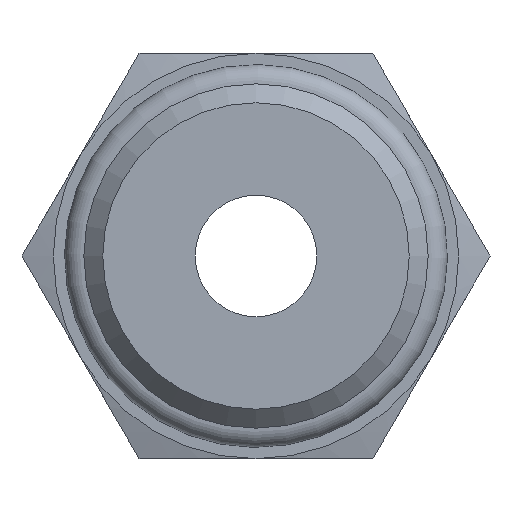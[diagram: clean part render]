
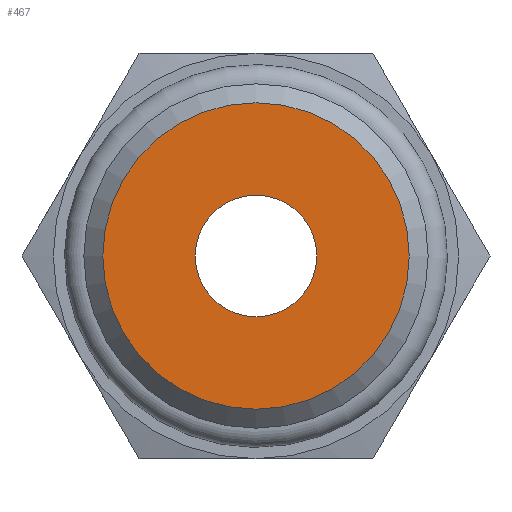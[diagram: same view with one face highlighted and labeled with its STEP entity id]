
A CAD part, left-side view. The second image highlights one B-rep face of the part: STEP entity #467.
In plain terms, the highlighted planar face has unit normal (-1, 0, 0).
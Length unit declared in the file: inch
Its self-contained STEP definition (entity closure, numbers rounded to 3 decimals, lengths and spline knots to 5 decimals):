
#156=CARTESIAN_POINT('',(-0.728,-0.1875,0.));
#157=VERTEX_POINT('',#156);
#158=CARTESIAN_POINT('',(-0.728,0.,0.));
#159=DIRECTION('',(1.0,0.0,0.0));
#160=DIRECTION('',(0.0,-1.0,0.0));
#161=AXIS2_PLACEMENT_3D('',#158,#159,#160);
#162=CIRCLE('',#161,0.1875);
#163=EDGE_CURVE('',#157,#157,#162,.T.);
#441=CARTESIAN_POINT('',(-0.728,0.,0.4725));
#442=VERTEX_POINT('',#441);
#443=CARTESIAN_POINT('',(-0.728,0.,0.));
#444=DIRECTION('',(1.0,0.0,0.0));
#445=DIRECTION('',(0.0,0.0,-1.0));
#446=AXIS2_PLACEMENT_3D('',#443,#444,#445);
#447=CIRCLE('',#446,0.4725);
#448=EDGE_CURVE('',#442,#442,#447,.T.);
#456=CARTESIAN_POINT('',(-0.728,0.,0.));
#457=DIRECTION('',(1.0,0.0,0.0));
#458=DIRECTION('',(0.0,0.0,-1.0));
#459=AXIS2_PLACEMENT_3D('',#456,#457,#458);
#460=PLANE('',#459);
#461=ORIENTED_EDGE('',*,*,#448,.F.);
#462=EDGE_LOOP('',(#461));
#463=FACE_OUTER_BOUND('',#462,.T.);
#464=ORIENTED_EDGE('',*,*,#163,.T.);
#465=EDGE_LOOP('',(#464));
#466=FACE_BOUND('',#465,.T.);
#467=ADVANCED_FACE('',(#463,#466),#460,.F.);
